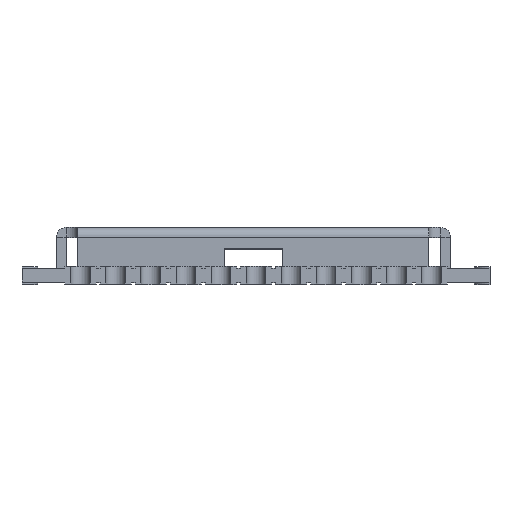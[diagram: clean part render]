
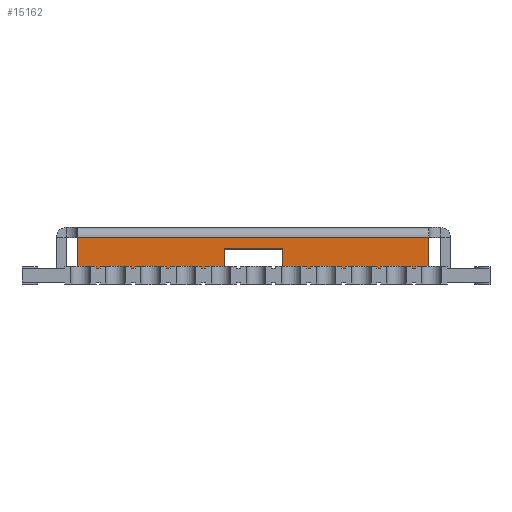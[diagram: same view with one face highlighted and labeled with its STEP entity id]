
A CAD part, top view. The second image highlights one B-rep face of the part: STEP entity #15162.
In plain terms, the highlighted face is planar.
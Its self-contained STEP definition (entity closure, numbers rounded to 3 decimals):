
#14854 = VERTEX_POINT('',#14855);
#14855 = CARTESIAN_POINT('',(-5.05,0.001,-4.5));
#14943 = VERTEX_POINT('',#14944);
#14944 = CARTESIAN_POINT('',(-5.05,0.001,4.5));
#14968 = EDGE_CURVE('',#14854,#14943,#14969,.T.);
#14969 = LINE('',#14970,#14971);
#14970 = CARTESIAN_POINT('',(-5.05,0.001,-4.8));
#14971 = VECTOR('',#14972,1.);
#14972 = DIRECTION('',(0.,0.,1.));
#15013 = VERTEX_POINT('',#15014);
#15014 = CARTESIAN_POINT('',(-5.05,0.804,-4.5));
#15020 = EDGE_CURVE('',#15013,#15021,#15023,.T.);
#15021 = VERTEX_POINT('',#15022);
#15022 = CARTESIAN_POINT('',(-5.05,0.804,-0.75));
#15023 = LINE('',#15024,#15025);
#15024 = CARTESIAN_POINT('',(-5.05,0.804,-4.5));
#15025 = VECTOR('',#15026,1.);
#15026 = DIRECTION('',(-0.,0.,1.));
#15051 = EDGE_CURVE('',#15021,#15052,#15054,.T.);
#15052 = VERTEX_POINT('',#15053);
#15053 = CARTESIAN_POINT('',(-5.05,0.304,-0.75));
#15054 = LINE('',#15055,#15056);
#15055 = CARTESIAN_POINT('',(-5.05,0.804,-0.75));
#15056 = VECTOR('',#15057,1.);
#15057 = DIRECTION('',(0.,-1.,0.));
#15082 = EDGE_CURVE('',#15052,#15083,#15085,.T.);
#15083 = VERTEX_POINT('',#15084);
#15084 = CARTESIAN_POINT('',(-5.05,0.304,0.75));
#15085 = LINE('',#15086,#15087);
#15086 = CARTESIAN_POINT('',(-5.05,0.304,-0.75));
#15087 = VECTOR('',#15088,1.);
#15088 = DIRECTION('',(0.,0.,1.));
#15113 = EDGE_CURVE('',#15083,#15114,#15116,.T.);
#15114 = VERTEX_POINT('',#15115);
#15115 = CARTESIAN_POINT('',(-5.05,0.804,0.75));
#15116 = LINE('',#15117,#15118);
#15117 = CARTESIAN_POINT('',(-5.05,0.804,0.75));
#15118 = VECTOR('',#15119,1.);
#15119 = DIRECTION('',(0.,1.,-0.));
#15144 = EDGE_CURVE('',#15114,#15145,#15147,.T.);
#15145 = VERTEX_POINT('',#15146);
#15146 = CARTESIAN_POINT('',(-5.05,0.804,4.5));
#15147 = LINE('',#15148,#15149);
#15148 = CARTESIAN_POINT('',(-5.05,0.804,4.5));
#15149 = VECTOR('',#15150,1.);
#15150 = DIRECTION('',(0.,0.,1.));
#15162 = ADVANCED_FACE('',(#15163),#15183,.T.);
#15163 = FACE_BOUND('',#15164,.T.);
#15164 = EDGE_LOOP('',(#15165,#15171,#15172,#15178,#15179,#15180,#15181,
    #15182));
#15165 = ORIENTED_EDGE('',*,*,#15166,.F.);
#15166 = EDGE_CURVE('',#14854,#15013,#15167,.T.);
#15167 = LINE('',#15168,#15169);
#15168 = CARTESIAN_POINT('',(-5.05,-0.196,-4.5));
#15169 = VECTOR('',#15170,1.);
#15170 = DIRECTION('',(0.,1.,0.));
#15171 = ORIENTED_EDGE('',*,*,#14968,.T.);
#15172 = ORIENTED_EDGE('',*,*,#15173,.F.);
#15173 = EDGE_CURVE('',#15145,#14943,#15174,.T.);
#15174 = LINE('',#15175,#15176);
#15175 = CARTESIAN_POINT('',(-5.05,-0.196,4.5));
#15176 = VECTOR('',#15177,1.);
#15177 = DIRECTION('',(0.,-1.,0.));
#15178 = ORIENTED_EDGE('',*,*,#15144,.F.);
#15179 = ORIENTED_EDGE('',*,*,#15113,.F.);
#15180 = ORIENTED_EDGE('',*,*,#15082,.F.);
#15181 = ORIENTED_EDGE('',*,*,#15051,.F.);
#15182 = ORIENTED_EDGE('',*,*,#15020,.F.);
#15183 = PLANE('',#15184);
#15184 = AXIS2_PLACEMENT_3D('',#15185,#15186,#15187);
#15185 = CARTESIAN_POINT('',(-5.05,-0.196,-4.8));
#15186 = DIRECTION('',(-1.,0.,0.));
#15187 = DIRECTION('',(0.,0.,-1.));
